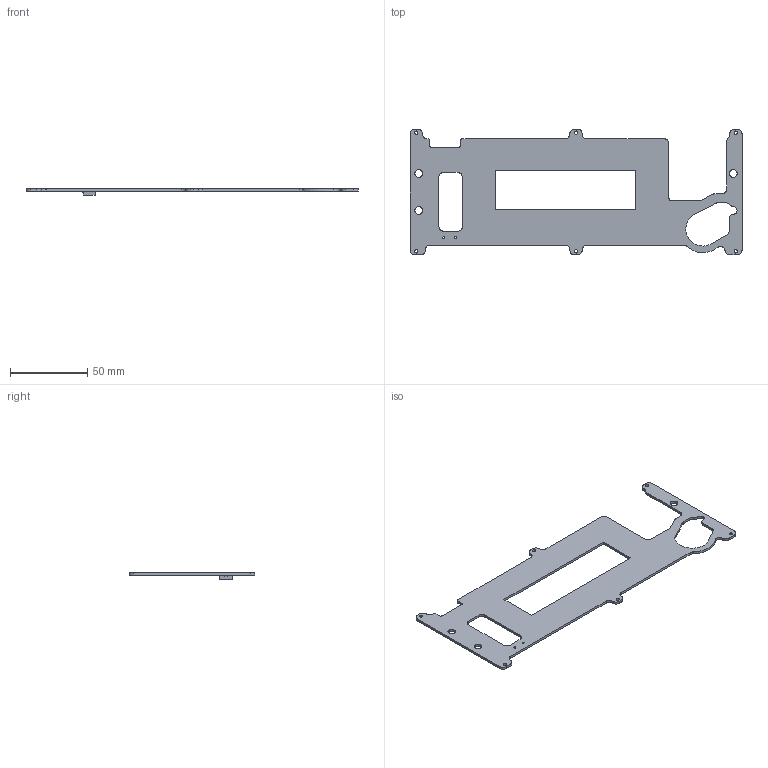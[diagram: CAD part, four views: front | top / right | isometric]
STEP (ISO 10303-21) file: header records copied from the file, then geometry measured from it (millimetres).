
FILE_DESCRIPTION(('KiCad electronic assembly'),'2;1');
FILE_NAME('New_XY_universal_coil_Mar15.STEP','2025-03-15T17:31:23',( 'Pcbnew'),('Kicad'),'Open CASCADE STEP processor 7.8', 'KiCad to STEP converter','Unknown');
FILE_SCHEMA(('AUTOMOTIVE_DESIGN { 1 0 10303 214 1 1 1 1 }'));
Length unit declared in the file: millimetre
Products named in the file (4): New_XY_universal_coil_Mar15 1; 205338-0002; (Unsaved); _autosave-Coil_Panel_XY_PCB
Assembly tree (3 placements, depth 3):
  New_XY_universal_coil_Mar15 1
    205338-0002
      (Unsaved)
    _autosave-Coil_Panel_XY_PCB
Bounding box: 215.5 x 81.5 x 4.25 mm (x, y, z)
Volume: 16309.5 mm3; surface area: 22581.4 mm2
Topology: 2 solids, 2 shells, 281 faces, 848 edges, 562 vertices
Faces by surface type: plane 211, cylinder 70
Full cylindrical faces by diameter (mm): 1.3 x2, 2.2 x6, 5 x3
Entity records: 9606 total; most frequent: ORIENTED_EDGE 1696, CARTESIAN_POINT 1695, DIRECTION 1560, EDGE_CURVE 848, LINE 706, VECTOR 706, VERTEX_POINT 562, AXIS2_PLACEMENT_3D 427
